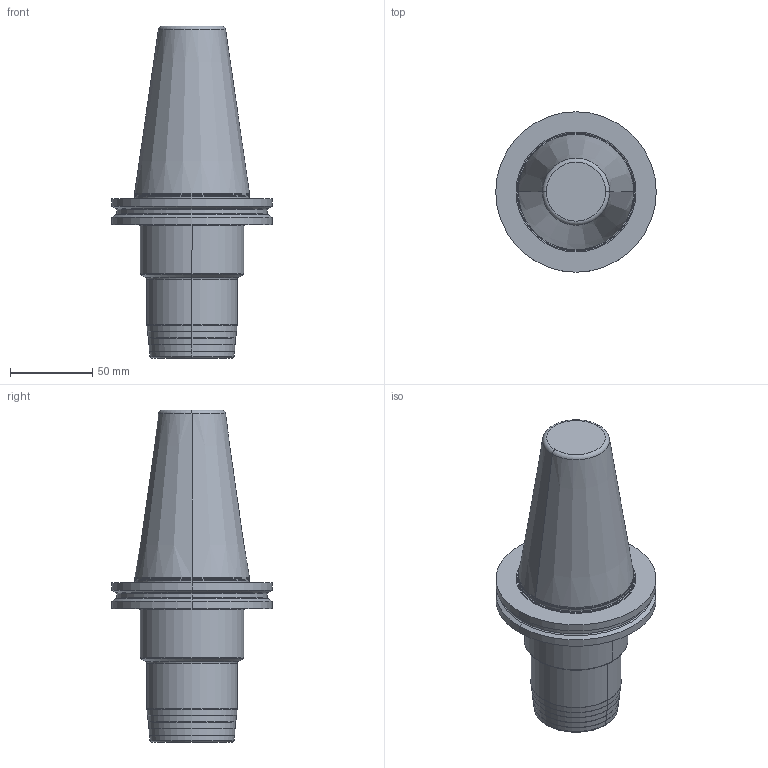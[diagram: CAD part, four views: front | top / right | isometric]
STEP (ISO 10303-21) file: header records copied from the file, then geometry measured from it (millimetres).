
FILE_DESCRIPTION((''),'2;1');
FILE_NAME('30526412','2019-04-24T15:46:45',('bahnemannr'),(''),'CREO PARAMETRIC BY PTC INC, 2018300','CREO PARAMETRIC BY PTC INC, 2018300','');
FILE_SCHEMA(('AUTOMOTIVE_DESIGN { 1 0 10303 214 1 1 1 1 }'));
Length unit declared in the file: millimetre
Products named in the file (1): 30526412
Bounding box: 97.5 x 97.5 x 201.75 mm (x, y, z)
Volume: 557479.7 mm3; surface area: 55080.3 mm2
Topology: 1 solids, 1 shells, 83 faces, 169 edges, 104 vertices
Faces by surface type: torus 32, cone 22, cylinder 16, plane 13
Entity records: 3553 total; most frequent: DIRECTION 467, CARTESIAN_POINT 351, ORIENTED_EDGE 328, AXIS2_PLACEMENT_3D 212, PRESENTATION_STYLE_ASSIGNMENT 173, STYLED_ITEM 173, CURVE_STYLE 172, EDGE_CURVE 164
